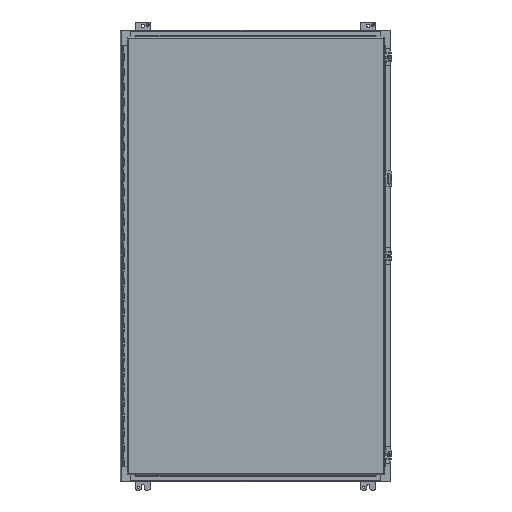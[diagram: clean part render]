
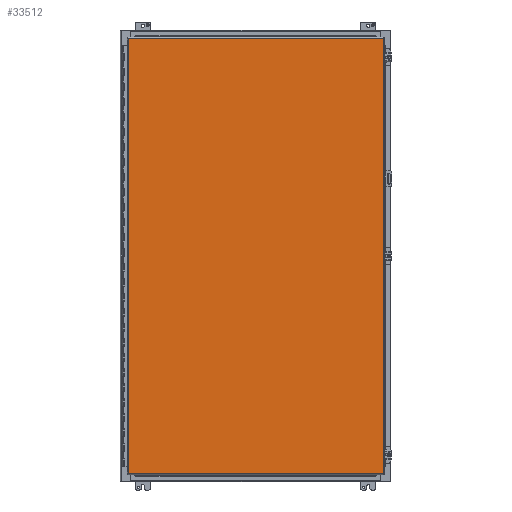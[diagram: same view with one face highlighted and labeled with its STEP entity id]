
A CAD part, front view. The second image highlights one B-rep face of the part: STEP entity #33512.
In plain terms, the highlighted planar face has unit normal (0, -1, 0).
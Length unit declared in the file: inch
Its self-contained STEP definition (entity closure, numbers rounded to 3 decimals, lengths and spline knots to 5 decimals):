
#470 = EDGE_LOOP ( 'NONE', ( #29898, #53822, #31515, #11569 ) ) ;
#2485 = VECTOR ( 'NONE', #28968, 39.37008 ) ;
#3330 = CARTESIAN_POINT ( 'NONE',  ( -16.955, -11.185, 28.9945 ) ) ;
#3495 = VERTEX_POINT ( 'NONE', #8691 ) ;
#4461 = VECTOR ( 'NONE', #49283, 39.37008 ) ;
#6911 = VECTOR ( 'NONE', #20951, 39.37008 ) ;
#7474 = DIRECTION ( 'NONE',  ( 0., -1., 0. ) ) ;
#8691 = CARTESIAN_POINT ( 'NONE',  ( 17.017, -11.185, 28.9945 ) ) ;
#9821 = PLANE ( 'NONE',  #53449 ) ;
#11569 = ORIENTED_EDGE ( 'NONE', *, *, #16400, .F. ) ;
#12995 = CARTESIAN_POINT ( 'NONE',  ( -16.955, -11.185, 28.9945 ) ) ;
#16400 = EDGE_CURVE ( 'NONE', #56960, #32826, #54388, .T. ) ;
#20951 = DIRECTION ( 'NONE',  ( 1., 0., 0. ) ) ;
#23641 = VECTOR ( 'NONE', #53266, 39.37008 ) ;
#23877 = CARTESIAN_POINT ( 'NONE',  ( 17.017, -11.185, -28.9945 ) ) ;
#27429 = CARTESIAN_POINT ( 'NONE',  ( -16.955, -11.185, -28.9945 ) ) ;
#28968 = DIRECTION ( 'NONE',  ( -1., 0., 0. ) ) ;
#29898 = ORIENTED_EDGE ( 'NONE', *, *, #41173, .F. ) ;
#31101 = CARTESIAN_POINT ( 'NONE',  ( 17.017, -11.185, 28.9945 ) ) ;
#31515 = ORIENTED_EDGE ( 'NONE', *, *, #49694, .F. ) ;
#31680 = LINE ( 'NONE', #31101, #4461 ) ;
#32826 = VERTEX_POINT ( 'NONE', #55837 ) ;
#33255 = VERTEX_POINT ( 'NONE', #12995 ) ;
#33512 = ADVANCED_FACE ( 'NONE', ( #36981 ), #9821, .T. ) ;
#35419 = LINE ( 'NONE', #40877, #23641 ) ;
#36981 = FACE_OUTER_BOUND ( 'NONE', #470, .T. ) ;
#37915 = CARTESIAN_POINT ( 'NONE',  ( 17.017, -11.185, -28.9945 ) ) ;
#39427 = LINE ( 'NONE', #3330, #6911 ) ;
#40877 = CARTESIAN_POINT ( 'NONE',  ( -16.955, -11.185, -28.9945 ) ) ;
#41173 = EDGE_CURVE ( 'NONE', #3495, #56960, #31680, .T. ) ;
#47312 = DIRECTION ( 'NONE',  ( 0., 0., -1. ) ) ;
#48349 = EDGE_CURVE ( 'NONE', #33255, #3495, #39427, .T. ) ;
#49283 = DIRECTION ( 'NONE',  ( 0., 0., -1. ) ) ;
#49694 = EDGE_CURVE ( 'NONE', #32826, #33255, #35419, .T. ) ;
#53266 = DIRECTION ( 'NONE',  ( 0., 0., 1. ) ) ;
#53449 = AXIS2_PLACEMENT_3D ( 'NONE', #27429, #7474, #47312 ) ;
#53822 = ORIENTED_EDGE ( 'NONE', *, *, #48349, .F. ) ;
#54388 = LINE ( 'NONE', #37915, #2485 ) ;
#55837 = CARTESIAN_POINT ( 'NONE',  ( -16.955, -11.185, -28.9945 ) ) ;
#56960 = VERTEX_POINT ( 'NONE', #23877 ) ;
